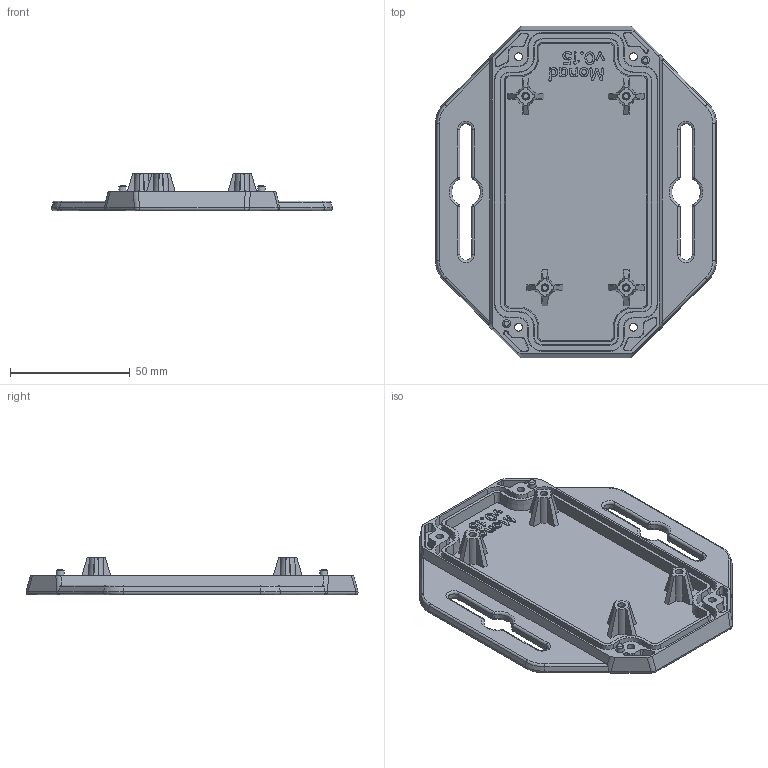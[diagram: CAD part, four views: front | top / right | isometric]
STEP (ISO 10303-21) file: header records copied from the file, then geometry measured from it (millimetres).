
FILE_DESCRIPTION(('FreeCAD Model'),'2;1');
FILE_NAME('Open CASCADE Shape Model','2021-02-24T15:59:09',(''),(''), 'Open CASCADE STEP processor 7.4','FreeCAD','Unknown');
FILE_SCHEMA(('AUTOMOTIVE_DESIGN { 1 0 10303 214 1 1 1 1 }'));
Length unit declared in the file: millimetre
Products named in the file (1): enclosure-base
Bounding box: 117.39 x 138.68 x 15.6 mm (x, y, z)
Volume: 52997.6 mm3; surface area: 37000.8 mm2
Topology: 1 solids, 1 shells, 522 faces, 1365 edges, 868 vertices
Faces by surface type: plane 139, extrusion 121, bspline 78, cone 74, cylinder 70, torus 24, sphere 16
Full cylindrical faces by diameter (mm): 3.2 x8, 7 x4
Entity records: 17108 total; most frequent: CARTESIAN_POINT 5129, ORIENTED_EDGE 2698, DIRECTION 2040, EDGE_CURVE 1349, VERTEX_POINT 868, VECTOR 696, AXIS2_PLACEMENT_3D 672, LINE 575
